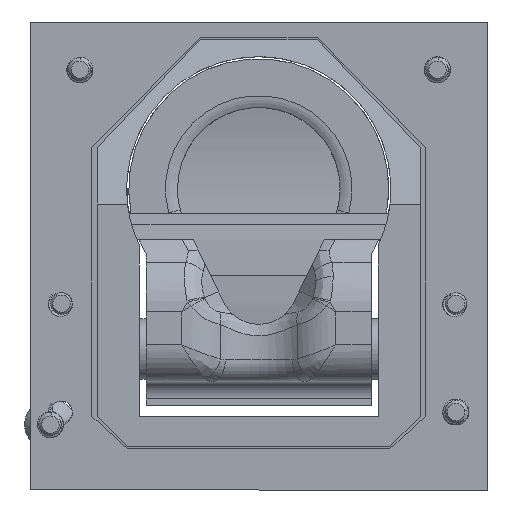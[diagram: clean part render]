
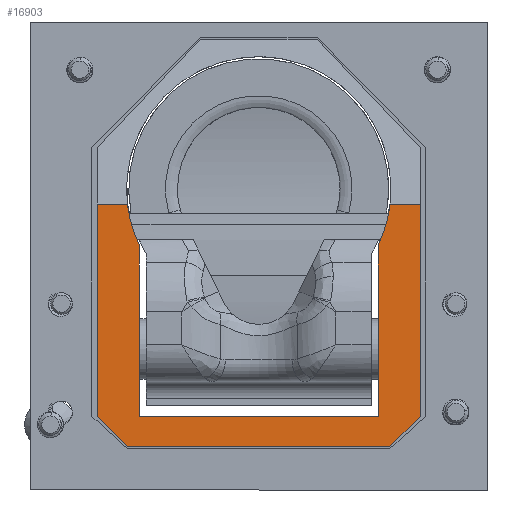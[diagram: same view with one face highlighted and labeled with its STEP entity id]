
A CAD part, front view. The second image highlights one B-rep face of the part: STEP entity #16903.
In plain terms, the highlighted planar face has unit normal (0, -1, 0).
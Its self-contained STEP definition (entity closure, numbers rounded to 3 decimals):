
#160 = DIRECTION ( 'NONE',  ( 0., 0., -1. ) ) ;
#230 = ORIENTED_EDGE ( 'NONE', *, *, #36135, .F. ) ;
#362 = CARTESIAN_POINT ( 'NONE',  ( -27.614, -22., 2.549 ) ) ;
#367 = VERTEX_POINT ( 'NONE', #11283 ) ;
#491 = VERTEX_POINT ( 'NONE', #24870 ) ;
#549 = EDGE_CURVE ( 'NONE', #11659, #17828, #2582, .T. ) ;
#608 = DIRECTION ( 'NONE',  ( 0., 0., 1. ) ) ;
#959 = DIRECTION ( 'NONE',  ( 0.707, 0., 0.707 ) ) ;
#2110 = LINE ( 'NONE', #29021, #25789 ) ;
#2582 = LINE ( 'NONE', #31752, #34458 ) ;
#3298 = ORIENTED_EDGE ( 'NONE', *, *, #20349, .T. ) ;
#3821 = VERTEX_POINT ( 'NONE', #15309 ) ;
#4536 = CARTESIAN_POINT ( 'NONE',  ( 0., -22., 0. ) ) ;
#5888 = LINE ( 'NONE', #11476, #32926 ) ;
#6572 = VERTEX_POINT ( 'NONE', #19549 ) ;
#6737 = LINE ( 'NONE', #25264, #28028 ) ;
#6955 = VECTOR ( 'NONE', #35861, 1000. ) ;
#7323 = DIRECTION ( 'NONE',  ( 0., 1., 0. ) ) ;
#8037 = CARTESIAN_POINT ( 'NONE',  ( -37.25, -22., 12. ) ) ;
#8890 = LINE ( 'NONE', #29670, #6955 ) ;
#9350 = CARTESIAN_POINT ( 'NONE',  ( 0., -22., 15.5 ) ) ;
#9597 = VERTEX_POINT ( 'NONE', #27447 ) ;
#10333 = CARTESIAN_POINT ( 'NONE',  ( -27.614, -22., -37. ) ) ;
#10486 = DIRECTION ( 'NONE',  ( 0., 0., 1. ) ) ;
#10496 = DIRECTION ( 'NONE',  ( 1., 0., 0. ) ) ;
#10757 = DIRECTION ( 'NONE',  ( 0., 1., 0. ) ) ;
#11283 = CARTESIAN_POINT ( 'NONE',  ( -30.25, -22., -44. ) ) ;
#11476 = CARTESIAN_POINT ( 'NONE',  ( 27.614, -22., -37. ) ) ;
#11659 = VERTEX_POINT ( 'NONE', #15945 ) ;
#12439 = DIRECTION ( 'NONE',  ( 0., 1., 0. ) ) ;
#12915 = EDGE_CURVE ( 'NONE', #491, #23768, #25442, .T. ) ;
#13511 = CARTESIAN_POINT ( 'NONE',  ( 0., -22., 15.5 ) ) ;
#13817 = DIRECTION ( 'NONE',  ( 0.707, 0., -0.707 ) ) ;
#14028 = CARTESIAN_POINT ( 'NONE',  ( -27.614, -22., 2.549 ) ) ;
#14207 = LINE ( 'NONE', #15717, #36001 ) ;
#14780 = CARTESIAN_POINT ( 'NONE',  ( 37.25, -22., 25. ) ) ;
#14801 = AXIS2_PLACEMENT_3D ( 'NONE', #4536, #10757, #10486 ) ;
#15309 = CARTESIAN_POINT ( 'NONE',  ( -30.299, -22., 12. ) ) ;
#15717 = CARTESIAN_POINT ( 'NONE',  ( -37.25, -22., -37. ) ) ;
#15874 = ORIENTED_EDGE ( 'NONE', *, *, #25001, .T. ) ;
#15945 = CARTESIAN_POINT ( 'NONE',  ( 27.614, -22., -37. ) ) ;
#16770 = VECTOR ( 'NONE', #32091, 1000. ) ;
#16776 = DIRECTION ( 'NONE',  ( 0., 0., 1. ) ) ;
#16903 = ADVANCED_FACE ( 'NONE', ( #32547 ), #23347, .F. ) ;
#17632 = DIRECTION ( 'NONE',  ( 0., 0., 1. ) ) ;
#17828 = VERTEX_POINT ( 'NONE', #10333 ) ;
#18529 = EDGE_CURVE ( 'NONE', #23768, #11659, #5888, .T. ) ;
#18598 = VECTOR ( 'NONE', #38786, 1000. ) ;
#18661 = AXIS2_PLACEMENT_3D ( 'NONE', #9350, #12439, #608 ) ;
#18970 = ORIENTED_EDGE ( 'NONE', *, *, #24220, .T. ) ;
#19524 = VECTOR ( 'NONE', #17632, 1000. ) ;
#19549 = CARTESIAN_POINT ( 'NONE',  ( 30.25, -22., -44. ) ) ;
#20349 = EDGE_CURVE ( 'NONE', #17828, #33101, #24045, .T. ) ;
#20577 = ORIENTED_EDGE ( 'NONE', *, *, #18529, .T. ) ;
#21160 = EDGE_LOOP ( 'NONE', ( #23063, #230, #37605, #20577, #38981, #3298, #32903, #26095, #18970, #22025, #15874, #28362 ) ) ;
#21368 = CARTESIAN_POINT ( 'NONE',  ( 30.25, -22., -44. ) ) ;
#22025 = ORIENTED_EDGE ( 'NONE', *, *, #25632, .T. ) ;
#22434 = LINE ( 'NONE', #14780, #19524 ) ;
#23063 = ORIENTED_EDGE ( 'NONE', *, *, #27037, .T. ) ;
#23347 = PLANE ( 'NONE',  #14801 ) ;
#23768 = VERTEX_POINT ( 'NONE', #30508 ) ;
#24045 = LINE ( 'NONE', #362, #16770 ) ;
#24050 = EDGE_CURVE ( 'NONE', #35078, #3821, #8890, .T. ) ;
#24122 = CARTESIAN_POINT ( 'NONE',  ( 37.25, -22., 12. ) ) ;
#24220 = EDGE_CURVE ( 'NONE', #35078, #27781, #14207, .T. ) ;
#24604 = CARTESIAN_POINT ( 'NONE',  ( -37.25, -22., -37. ) ) ;
#24870 = CARTESIAN_POINT ( 'NONE',  ( 30.299, -22., 12. ) ) ;
#25001 = EDGE_CURVE ( 'NONE', #367, #6572, #36464, .T. ) ;
#25264 = CARTESIAN_POINT ( 'NONE',  ( 37.25, -22., -37. ) ) ;
#25402 = DIRECTION ( 'NONE',  ( -1., 0., 0. ) ) ;
#25442 = CIRCLE ( 'NONE', #18661, 30.5 ) ;
#25632 = EDGE_CURVE ( 'NONE', #27781, #367, #32574, .T. ) ;
#25789 = VECTOR ( 'NONE', #10496, 1000. ) ;
#26095 = ORIENTED_EDGE ( 'NONE', *, *, #24050, .F. ) ;
#27037 = EDGE_CURVE ( 'NONE', #9597, #29009, #22434, .T. ) ;
#27091 = DIRECTION ( 'NONE',  ( 0., 0., -1. ) ) ;
#27447 = CARTESIAN_POINT ( 'NONE',  ( 37.25, -22., -37. ) ) ;
#27781 = VERTEX_POINT ( 'NONE', #24604 ) ;
#28028 = VECTOR ( 'NONE', #959, 1000. ) ;
#28254 = AXIS2_PLACEMENT_3D ( 'NONE', #13511, #7323, #16776 ) ;
#28362 = ORIENTED_EDGE ( 'NONE', *, *, #31282, .T. ) ;
#29009 = VERTEX_POINT ( 'NONE', #24122 ) ;
#29021 = CARTESIAN_POINT ( 'NONE',  ( -52.75, -22., 12. ) ) ;
#29670 = CARTESIAN_POINT ( 'NONE',  ( -52.75, -22., 12. ) ) ;
#30508 = CARTESIAN_POINT ( 'NONE',  ( 27.614, -22., 2.549 ) ) ;
#31282 = EDGE_CURVE ( 'NONE', #6572, #9597, #6737, .T. ) ;
#31752 = CARTESIAN_POINT ( 'NONE',  ( -27.614, -22., -37. ) ) ;
#32091 = DIRECTION ( 'NONE',  ( 0., 0., 1. ) ) ;
#32547 = FACE_OUTER_BOUND ( 'NONE', #21160, .T. ) ;
#32574 = LINE ( 'NONE', #38025, #38424 ) ;
#32903 = ORIENTED_EDGE ( 'NONE', *, *, #35333, .T. ) ;
#32926 = VECTOR ( 'NONE', #160, 1000. ) ;
#33101 = VERTEX_POINT ( 'NONE', #14028 ) ;
#34458 = VECTOR ( 'NONE', #25402, 1000. ) ;
#35078 = VERTEX_POINT ( 'NONE', #8037 ) ;
#35333 = EDGE_CURVE ( 'NONE', #33101, #3821, #36899, .T. ) ;
#35861 = DIRECTION ( 'NONE',  ( 1., 0., 0. ) ) ;
#36001 = VECTOR ( 'NONE', #27091, 1000. ) ;
#36135 = EDGE_CURVE ( 'NONE', #491, #29009, #2110, .T. ) ;
#36464 = LINE ( 'NONE', #21368, #18598 ) ;
#36899 = CIRCLE ( 'NONE', #28254, 30.5 ) ;
#37605 = ORIENTED_EDGE ( 'NONE', *, *, #12915, .T. ) ;
#38025 = CARTESIAN_POINT ( 'NONE',  ( -37.25, -22., -37. ) ) ;
#38424 = VECTOR ( 'NONE', #13817, 1000. ) ;
#38786 = DIRECTION ( 'NONE',  ( 1., 0., 0. ) ) ;
#38981 = ORIENTED_EDGE ( 'NONE', *, *, #549, .T. ) ;
